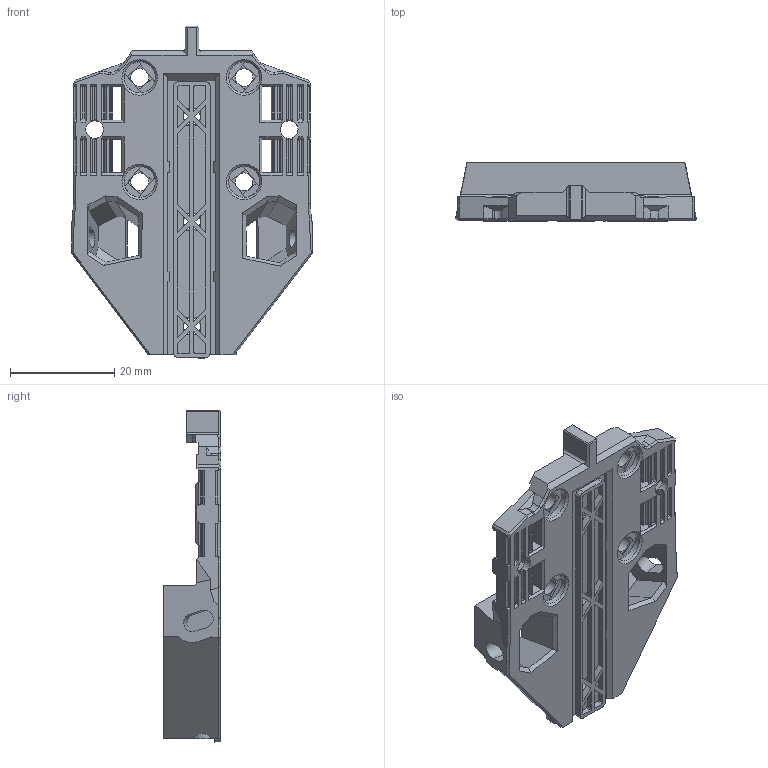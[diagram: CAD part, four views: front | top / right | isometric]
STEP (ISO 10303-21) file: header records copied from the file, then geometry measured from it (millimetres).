
FILE_DESCRIPTION(/* description */ (''),/* implementation_level */ '2;1');
FILE_NAME(/* name */ 'X Carriage Center v1.step',/* time_stamp */ '2023-05-06T13:23:32+02:00',/* author */ (''),/* organization */ (''),/* preprocessor_version */ 'ST-DEVELOPER v19.2',/* originating_system */ 'Autodesk Translation Framework v12.4.0.73',/* authorisation */ '');
FILE_SCHEMA (('AUTOMOTIVE_DESIGN { 1 0 10303 214 3 1 1 }'));
Length unit declared in the file: millimetre
Products named in the file (2): X Carriage Center; Tap_Center_6mm_rods
Assembly tree (1 placements, depth 2):
  X Carriage Center
    Tap_Center_6mm_rods
Bounding box: 46.19 x 11.11 x 63.6 mm (x, y, z)
Volume: 12144.4 mm3; surface area: 10118.8 mm2
Topology: 2 solids, 23 shells, 980 faces, 2662 edges, 1730 vertices
Faces by surface type: plane 818, cylinder 135, cone 17, bspline 10
Full cylindrical faces by diameter (mm): 2.9 x2, 3.2 x3, 3.4 x6, 4.7 x2, 6 x4
Entity records: 31419 total; most frequent: CARTESIAN_POINT 6335, ORIENTED_EDGE 5324, DIRECTION 4947, EDGE_CURVE 2662, LINE 2241, VECTOR 2241, VERTEX_POINT 1730, AXIS2_PLACEMENT_3D 1353
